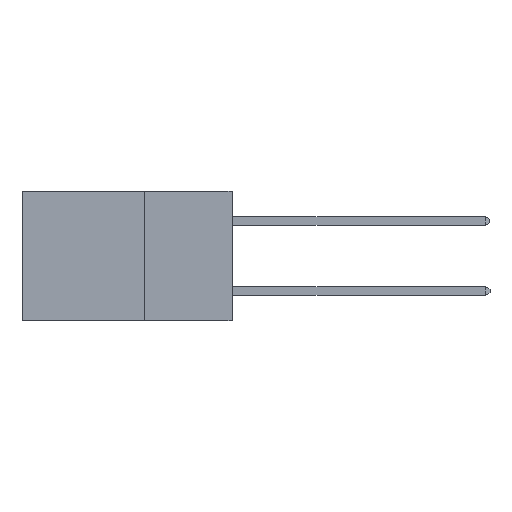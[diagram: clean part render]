
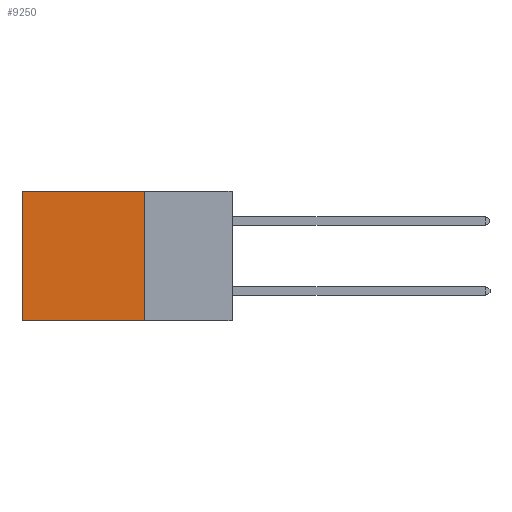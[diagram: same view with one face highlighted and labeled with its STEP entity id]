
A CAD part, left-side view. The second image highlights one B-rep face of the part: STEP entity #9250.
In plain terms, the highlighted planar face has unit normal (-1, 0, 0).
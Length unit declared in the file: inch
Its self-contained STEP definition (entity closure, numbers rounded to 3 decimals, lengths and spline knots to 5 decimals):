
#2 = VERTEX_POINT ( 'NONE', #777 ) ;
#664 = VERTEX_POINT ( 'NONE', #17310 ) ;
#684 = LINE ( 'NONE', #9282, #3876 ) ;
#777 = CARTESIAN_POINT ( 'NONE',  ( 0.2875, 0.25, 0. ) ) ;
#1648 = DIRECTION ( 'NONE',  ( 0., 1., 0. ) ) ;
#1747 = ORIENTED_EDGE ( 'NONE', *, *, #18333, .T. ) ;
#1789 = ORIENTED_EDGE ( 'NONE', *, *, #10258, .F. ) ;
#2791 = VECTOR ( 'NONE', #11293, 39.37008 ) ;
#3876 = VECTOR ( 'NONE', #6364, 39.37008 ) ;
#4455 = VERTEX_POINT ( 'NONE', #17476 ) ;
#5568 = VECTOR ( 'NONE', #1648, 39.37008 ) ;
#6364 = DIRECTION ( 'NONE',  ( 0., 1., 0. ) ) ;
#7501 = DIRECTION ( 'NONE',  ( 1., 0., 0. ) ) ;
#8242 = VERTEX_POINT ( 'NONE', #18325 ) ;
#9079 = LINE ( 'NONE', #10693, #5568 ) ;
#9250 = ADVANCED_FACE ( 'NONE', ( #13285 ), #16228, .F. ) ;
#9282 = CARTESIAN_POINT ( 'NONE',  ( 0.2875, 0.25, -0.37 ) ) ;
#9871 = EDGE_CURVE ( 'NONE', #8242, #664, #17133, .T. ) ;
#10095 = EDGE_LOOP ( 'NONE', ( #15480, #17057, #1789, #1747 ) ) ;
#10258 = EDGE_CURVE ( 'NONE', #2, #4455, #18462, .T. ) ;
#10693 = CARTESIAN_POINT ( 'NONE',  ( 0.2875, 0.25, 0. ) ) ;
#11293 = DIRECTION ( 'NONE',  ( 0., 0., -1. ) ) ;
#11850 = CARTESIAN_POINT ( 'NONE',  ( 0.2875, 0.25, 0. ) ) ;
#11888 = DIRECTION ( 'NONE',  ( 0., 0., -1. ) ) ;
#12823 = VECTOR ( 'NONE', #11888, 39.37008 ) ;
#13285 = FACE_OUTER_BOUND ( 'NONE', #10095, .T. ) ;
#15480 = ORIENTED_EDGE ( 'NONE', *, *, #9871, .T. ) ;
#16228 = PLANE ( 'NONE',  #17245 ) ;
#17057 = ORIENTED_EDGE ( 'NONE', *, *, #17755, .F. ) ;
#17133 = LINE ( 'NONE', #19093, #12823 ) ;
#17245 = AXIS2_PLACEMENT_3D ( 'NONE', #11850, #7501, #17663 ) ;
#17310 = CARTESIAN_POINT ( 'NONE',  ( 0.2875, 0.6, -0.37 ) ) ;
#17476 = CARTESIAN_POINT ( 'NONE',  ( 0.2875, 0.25, -0.37 ) ) ;
#17663 = DIRECTION ( 'NONE',  ( 0., 0., -1. ) ) ;
#17755 = EDGE_CURVE ( 'NONE', #4455, #664, #684, .T. ) ;
#18325 = CARTESIAN_POINT ( 'NONE',  ( 0.2875, 0.6, 0. ) ) ;
#18333 = EDGE_CURVE ( 'NONE', #2, #8242, #9079, .T. ) ;
#18462 = LINE ( 'NONE', #18495, #2791 ) ;
#18495 = CARTESIAN_POINT ( 'NONE',  ( 0.2875, 0.25, 0. ) ) ;
#19093 = CARTESIAN_POINT ( 'NONE',  ( 0.2875, 0.6, 0. ) ) ;
